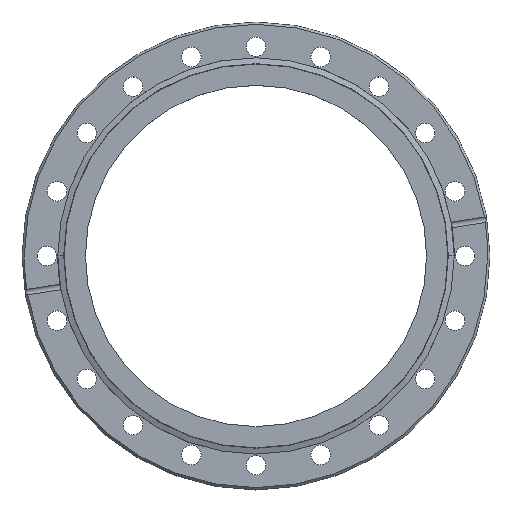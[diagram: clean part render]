
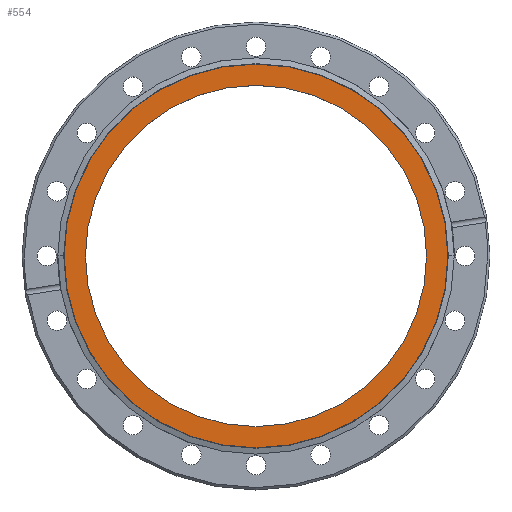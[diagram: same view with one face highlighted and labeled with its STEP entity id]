
A CAD part, top view. The second image highlights one B-rep face of the part: STEP entity #554.
In plain terms, the highlighted planar face has unit normal (0, 0, 1).
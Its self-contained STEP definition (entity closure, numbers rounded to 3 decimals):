
#48 = DIRECTION ( 'NONE',  ( 0., 0., -1. ) ) ;
#108 = ORIENTED_EDGE ( 'NONE', *, *, #1723, .T. ) ;
#340 = EDGE_CURVE ( 'NONE', #1966, #2242, #1941, .T. ) ;
#371 = FACE_OUTER_BOUND ( 'NONE', #657, .T. ) ;
#554 = ADVANCED_FACE ( 'NONE', ( #371, #1355 ), #1215, .T. ) ;
#657 = EDGE_LOOP ( 'NONE', ( #1515, #965 ) ) ;
#795 = ORIENTED_EDGE ( 'NONE', *, *, #340, .T. ) ;
#857 = DIRECTION ( 'NONE',  ( 0., 0., 1. ) ) ;
#884 = DIRECTION ( 'NONE',  ( 1., 0., 0. ) ) ;
#889 = DIRECTION ( 'NONE',  ( 0., 0., 1. ) ) ;
#954 = EDGE_LOOP ( 'NONE', ( #795, #108 ) ) ;
#965 = ORIENTED_EDGE ( 'NONE', *, *, #1577, .T. ) ;
#996 = CARTESIAN_POINT ( 'NONE',  ( 0., 0., -1.2 ) ) ;
#1021 = VERTEX_POINT ( 'NONE', #1388 ) ;
#1089 = AXIS2_PLACEMENT_3D ( 'NONE', #1913, #857, #2098 ) ;
#1141 = DIRECTION ( 'NONE',  ( 1., 0., 0. ) ) ;
#1147 = DIRECTION ( 'NONE',  ( 0., 0., 1. ) ) ;
#1153 = DIRECTION ( 'NONE',  ( 1., 0., 0. ) ) ;
#1159 = CARTESIAN_POINT ( 'NONE',  ( 0., 0., -1.2 ) ) ;
#1172 = CARTESIAN_POINT ( 'NONE',  ( 0., 0., -1.2 ) ) ;
#1215 = PLANE ( 'NONE',  #1557 ) ;
#1230 = EDGE_CURVE ( 'NONE', #1021, #1731, #1537, .T. ) ;
#1274 = CARTESIAN_POINT ( 'NONE',  ( 0., 0., -1.2 ) ) ;
#1312 = DIRECTION ( 'NONE',  ( 0., 0., -1. ) ) ;
#1314 = AXIS2_PLACEMENT_3D ( 'NONE', #996, #889, #884 ) ;
#1355 = FACE_BOUND ( 'NONE', #954, .T. ) ;
#1368 = AXIS2_PLACEMENT_3D ( 'NONE', #1172, #1312, #1153 ) ;
#1388 = CARTESIAN_POINT ( 'NONE',  ( 82.998, 0., -1.2 ) ) ;
#1442 = DIRECTION ( 'NONE',  ( 1., 0., 0. ) ) ;
#1513 = CIRCLE ( 'NONE', #2366, 73.8 ) ;
#1515 = ORIENTED_EDGE ( 'NONE', *, *, #1230, .T. ) ;
#1537 = CIRCLE ( 'NONE', #1314, 82.998 ) ;
#1557 = AXIS2_PLACEMENT_3D ( 'NONE', #1159, #1147, #1141 ) ;
#1577 = EDGE_CURVE ( 'NONE', #1731, #1021, #1793, .T. ) ;
#1604 = CARTESIAN_POINT ( 'NONE',  ( -82.998, 0., -1.2 ) ) ;
#1723 = EDGE_CURVE ( 'NONE', #2242, #1966, #1513, .T. ) ;
#1731 = VERTEX_POINT ( 'NONE', #1604 ) ;
#1793 = CIRCLE ( 'NONE', #1089, 82.998 ) ;
#1850 = CARTESIAN_POINT ( 'NONE',  ( -73.8, 0., -1.2 ) ) ;
#1913 = CARTESIAN_POINT ( 'NONE',  ( 0., 0., -1.2 ) ) ;
#1933 = CARTESIAN_POINT ( 'NONE',  ( 73.8, 0., -1.2 ) ) ;
#1941 = CIRCLE ( 'NONE', #1368, 73.8 ) ;
#1966 = VERTEX_POINT ( 'NONE', #1850 ) ;
#2098 = DIRECTION ( 'NONE',  ( 1., 0., 0. ) ) ;
#2242 = VERTEX_POINT ( 'NONE', #1933 ) ;
#2366 = AXIS2_PLACEMENT_3D ( 'NONE', #1274, #48, #1442 ) ;
